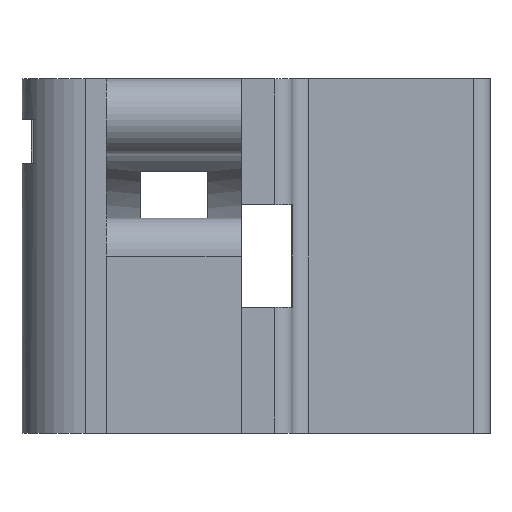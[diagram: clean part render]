
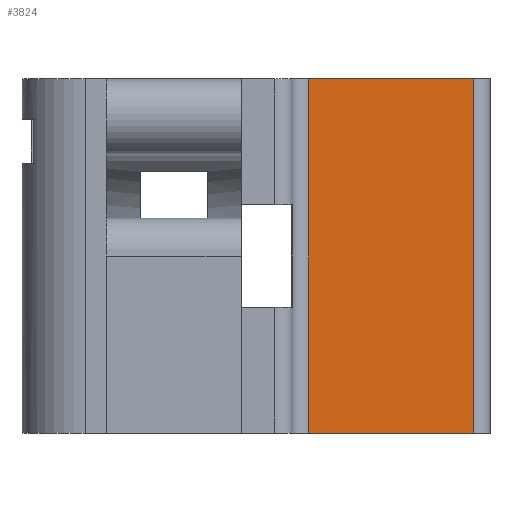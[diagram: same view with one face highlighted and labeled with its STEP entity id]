
A CAD part, front view. The second image highlights one B-rep face of the part: STEP entity #3824.
In plain terms, the highlighted planar face has unit normal (0, -1, 0).
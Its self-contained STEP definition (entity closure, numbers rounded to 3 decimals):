
#1058 = PLANE('',#1059);
#1059 = AXIS2_PLACEMENT_3D('',#1060,#1061,#1062);
#1060 = CARTESIAN_POINT('',(1.695,-34.401,0.));
#1061 = DIRECTION('',(0.,0.,-1.));
#1062 = DIRECTION('',(1.,0.,0.));
#1167 = PLANE('',#1168);
#1168 = AXIS2_PLACEMENT_3D('',#1169,#1170,#1171);
#1169 = CARTESIAN_POINT('',(3.197,-27.165,42.));
#1170 = DIRECTION('',(0.,0.,1.));
#1171 = DIRECTION('',(-1.,-0.,-0.));
#1702 = VERTEX_POINT('',#1703);
#1703 = CARTESIAN_POINT('',(29.5,-27.,0.));
#1718 = CYLINDRICAL_SURFACE('',#1719,2.);
#1719 = AXIS2_PLACEMENT_3D('',#1720,#1721,#1722);
#1720 = CARTESIAN_POINT('',(29.5,-25.,0.));
#1721 = DIRECTION('',(0.,0.,1.));
#1722 = DIRECTION('',(1.,0.,0.));
#1730 = EDGE_CURVE('',#1702,#1731,#1733,.T.);
#1731 = VERTEX_POINT('',#1732);
#1732 = CARTESIAN_POINT('',(10.,-27.,0.));
#1733 = SURFACE_CURVE('',#1734,(#1738,#1745),.PCURVE_S1.);
#1734 = LINE('',#1735,#1736);
#1735 = CARTESIAN_POINT('',(31.5,-27.,0.));
#1736 = VECTOR('',#1737,1.);
#1737 = DIRECTION('',(-1.,-0.,-0.));
#1738 = PCURVE('',#1058,#1739);
#1739 = DEFINITIONAL_REPRESENTATION('',(#1740),#1744);
#1740 = LINE('',#1741,#1742);
#1741 = CARTESIAN_POINT('',(29.805,-7.401));
#1742 = VECTOR('',#1743,1.);
#1743 = DIRECTION('',(-1.,0.));
#1744 = ( GEOMETRIC_REPRESENTATION_CONTEXT(2) 
PARAMETRIC_REPRESENTATION_CONTEXT() REPRESENTATION_CONTEXT('2D SPACE',''
  ) );
#1745 = PCURVE('',#1746,#1751);
#1746 = PLANE('',#1747);
#1747 = AXIS2_PLACEMENT_3D('',#1748,#1749,#1750);
#1748 = CARTESIAN_POINT('',(31.5,-27.,0.));
#1749 = DIRECTION('',(0.,-1.,0.));
#1750 = DIRECTION('',(-1.,-0.,-0.));
#1751 = DEFINITIONAL_REPRESENTATION('',(#1752),#1756);
#1752 = LINE('',#1753,#1754);
#1753 = CARTESIAN_POINT('',(-0.,-0.));
#1754 = VECTOR('',#1755,1.);
#1755 = DIRECTION('',(1.,0.));
#1756 = ( GEOMETRIC_REPRESENTATION_CONTEXT(2) 
PARAMETRIC_REPRESENTATION_CONTEXT() REPRESENTATION_CONTEXT('2D SPACE',''
  ) );
#1779 = CYLINDRICAL_SURFACE('',#1780,2.);
#1780 = AXIS2_PLACEMENT_3D('',#1781,#1782,#1783);
#1781 = CARTESIAN_POINT('',(10.,-29.,27.1));
#1782 = DIRECTION('',(0.,0.,1.));
#1783 = DIRECTION('',(0.,1.,0.));
#2981 = VERTEX_POINT('',#2982);
#2982 = CARTESIAN_POINT('',(10.,-27.,42.));
#3004 = EDGE_CURVE('',#3005,#2981,#3007,.T.);
#3005 = VERTEX_POINT('',#3006);
#3006 = CARTESIAN_POINT('',(29.5,-27.,42.));
#3007 = SURFACE_CURVE('',#3008,(#3012,#3019),.PCURVE_S1.);
#3008 = LINE('',#3009,#3010);
#3009 = CARTESIAN_POINT('',(31.5,-27.,42.));
#3010 = VECTOR('',#3011,1.);
#3011 = DIRECTION('',(-1.,-0.,-0.));
#3012 = PCURVE('',#1167,#3013);
#3013 = DEFINITIONAL_REPRESENTATION('',(#3014),#3018);
#3014 = LINE('',#3015,#3016);
#3015 = CARTESIAN_POINT('',(-28.303,-0.165));
#3016 = VECTOR('',#3017,1.);
#3017 = DIRECTION('',(1.,0.));
#3018 = ( GEOMETRIC_REPRESENTATION_CONTEXT(2) 
PARAMETRIC_REPRESENTATION_CONTEXT() REPRESENTATION_CONTEXT('2D SPACE',''
  ) );
#3019 = PCURVE('',#1746,#3020);
#3020 = DEFINITIONAL_REPRESENTATION('',(#3021),#3025);
#3021 = LINE('',#3022,#3023);
#3022 = CARTESIAN_POINT('',(-0.,-42.));
#3023 = VECTOR('',#3024,1.);
#3024 = DIRECTION('',(1.,0.));
#3025 = ( GEOMETRIC_REPRESENTATION_CONTEXT(2) 
PARAMETRIC_REPRESENTATION_CONTEXT() REPRESENTATION_CONTEXT('2D SPACE',''
  ) );
#3775 = EDGE_CURVE('',#1702,#3005,#3776,.T.);
#3776 = SURFACE_CURVE('',#3777,(#3781,#3788),.PCURVE_S1.);
#3777 = LINE('',#3778,#3779);
#3778 = CARTESIAN_POINT('',(29.5,-27.,0.));
#3779 = VECTOR('',#3780,1.);
#3780 = DIRECTION('',(0.,0.,1.));
#3781 = PCURVE('',#1718,#3782);
#3782 = DEFINITIONAL_REPRESENTATION('',(#3783),#3787);
#3783 = LINE('',#3784,#3785);
#3784 = CARTESIAN_POINT('',(-1.571,0.));
#3785 = VECTOR('',#3786,1.);
#3786 = DIRECTION('',(-0.,1.));
#3787 = ( GEOMETRIC_REPRESENTATION_CONTEXT(2) 
PARAMETRIC_REPRESENTATION_CONTEXT() REPRESENTATION_CONTEXT('2D SPACE',''
  ) );
#3788 = PCURVE('',#1746,#3789);
#3789 = DEFINITIONAL_REPRESENTATION('',(#3790),#3794);
#3790 = LINE('',#3791,#3792);
#3791 = CARTESIAN_POINT('',(2.,0.));
#3792 = VECTOR('',#3793,1.);
#3793 = DIRECTION('',(-0.,-1.));
#3794 = ( GEOMETRIC_REPRESENTATION_CONTEXT(2) 
PARAMETRIC_REPRESENTATION_CONTEXT() REPRESENTATION_CONTEXT('2D SPACE',''
  ) );
#3824 = ADVANCED_FACE('',(#3825),#1746,.T.);
#3825 = FACE_BOUND('',#3826,.T.);
#3826 = EDGE_LOOP('',(#3827,#3828,#3829,#3830));
#3827 = ORIENTED_EDGE('',*,*,#1730,.F.);
#3828 = ORIENTED_EDGE('',*,*,#3775,.T.);
#3829 = ORIENTED_EDGE('',*,*,#3004,.T.);
#3830 = ORIENTED_EDGE('',*,*,#3831,.F.);
#3831 = EDGE_CURVE('',#1731,#2981,#3832,.T.);
#3832 = SURFACE_CURVE('',#3833,(#3837,#3844),.PCURVE_S1.);
#3833 = LINE('',#3834,#3835);
#3834 = CARTESIAN_POINT('',(10.,-27.,27.1));
#3835 = VECTOR('',#3836,1.);
#3836 = DIRECTION('',(0.,0.,1.));
#3837 = PCURVE('',#1746,#3838);
#3838 = DEFINITIONAL_REPRESENTATION('',(#3839),#3843);
#3839 = LINE('',#3840,#3841);
#3840 = CARTESIAN_POINT('',(21.5,-27.1));
#3841 = VECTOR('',#3842,1.);
#3842 = DIRECTION('',(-0.,-1.));
#3843 = ( GEOMETRIC_REPRESENTATION_CONTEXT(2) 
PARAMETRIC_REPRESENTATION_CONTEXT() REPRESENTATION_CONTEXT('2D SPACE',''
  ) );
#3844 = PCURVE('',#1779,#3845);
#3845 = DEFINITIONAL_REPRESENTATION('',(#3846),#3850);
#3846 = LINE('',#3847,#3848);
#3847 = CARTESIAN_POINT('',(0.,0.));
#3848 = VECTOR('',#3849,1.);
#3849 = DIRECTION('',(0.,1.));
#3850 = ( GEOMETRIC_REPRESENTATION_CONTEXT(2) 
PARAMETRIC_REPRESENTATION_CONTEXT() REPRESENTATION_CONTEXT('2D SPACE',''
  ) );
